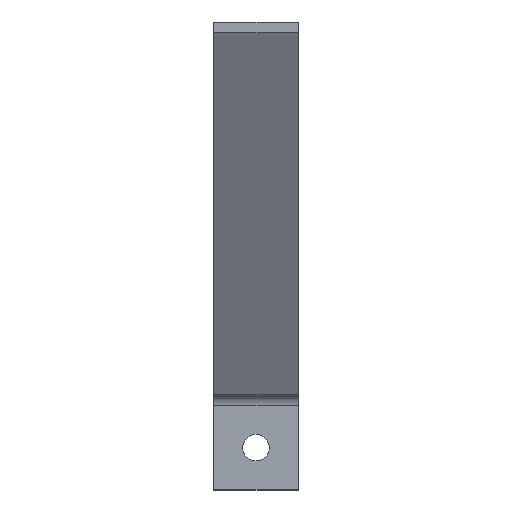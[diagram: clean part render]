
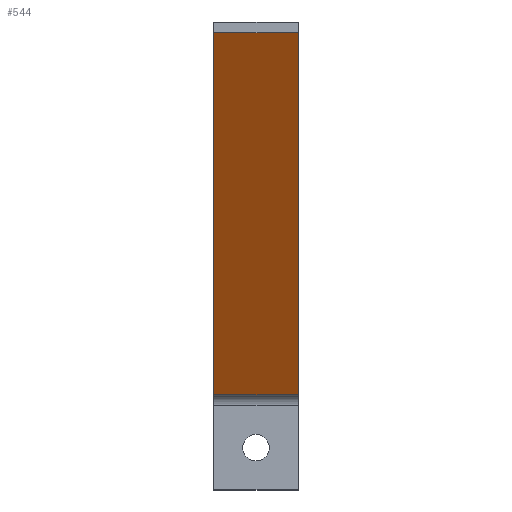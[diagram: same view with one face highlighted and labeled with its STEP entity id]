
A CAD part, front view. The second image highlights one B-rep face of the part: STEP entity #544.
In plain terms, the highlighted planar face has unit normal (0, -0.217, -0.976).
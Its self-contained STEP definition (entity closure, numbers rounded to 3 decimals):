
#50 = DIRECTION ( 'NONE',  ( -1., 0., 0. ) ) ;
#60 = CARTESIAN_POINT ( 'NONE',  ( -20., 41.084, -5.119 ) ) ;
#68 = DIRECTION ( 'NONE',  ( 0., 0.976, -0.217 ) ) ;
#102 = EDGE_CURVE ( 'NONE', #427, #745, #464, .T. ) ;
#164 = CARTESIAN_POINT ( 'NONE',  ( 20., 41.084, -5.119 ) ) ;
#182 = CARTESIAN_POINT ( 'NONE',  ( 20., 41.084, -5.119 ) ) ;
#244 = CARTESIAN_POINT ( 'NONE',  ( 20., 41.084, -5.119 ) ) ;
#246 = VECTOR ( 'NONE', #472, 1000. ) ;
#249 = FACE_OUTER_BOUND ( 'NONE', #581, .T. ) ;
#295 = PLANE ( 'NONE',  #390 ) ;
#324 = VECTOR ( 'NONE', #68, 1000. ) ;
#349 = LINE ( 'NONE', #421, #399 ) ;
#375 = CARTESIAN_POINT ( 'NONE',  ( 20., 811.084, -176.119 ) ) ;
#377 = EDGE_CURVE ( 'NONE', #742, #508, #419, .T. ) ;
#380 = LINE ( 'NONE', #375, #246 ) ;
#390 = AXIS2_PLACEMENT_3D ( 'NONE', #244, #545, #576 ) ;
#399 = VECTOR ( 'NONE', #50, 1000. ) ;
#419 = LINE ( 'NONE', #164, #324 ) ;
#421 = CARTESIAN_POINT ( 'NONE',  ( 20., 41.084, -5.119 ) ) ;
#424 = VECTOR ( 'NONE', #539, 1000. ) ;
#427 = VERTEX_POINT ( 'NONE', #60 ) ;
#464 = LINE ( 'NONE', #518, #424 ) ;
#472 = DIRECTION ( 'NONE',  ( -1., 0., 0. ) ) ;
#508 = VERTEX_POINT ( 'NONE', #661 ) ;
#518 = CARTESIAN_POINT ( 'NONE',  ( -20., 41.084, -5.119 ) ) ;
#539 = DIRECTION ( 'NONE',  ( 0., 0.976, -0.217 ) ) ;
#544 = ADVANCED_FACE ( 'NONE', ( #249 ), #295, .F. ) ;
#545 = DIRECTION ( 'NONE',  ( 0., 0.217, 0.976 ) ) ;
#547 = ORIENTED_EDGE ( 'NONE', *, *, #734, .F. ) ;
#549 = CARTESIAN_POINT ( 'NONE',  ( -20., 811.084, -176.119 ) ) ;
#569 = ORIENTED_EDGE ( 'NONE', *, *, #718, .T. ) ;
#576 = DIRECTION ( 'NONE',  ( 0., -0.976, 0.217 ) ) ;
#581 = EDGE_LOOP ( 'NONE', ( #684, #547, #615, #569 ) ) ;
#615 = ORIENTED_EDGE ( 'NONE', *, *, #377, .F. ) ;
#661 = CARTESIAN_POINT ( 'NONE',  ( 20., 811.084, -176.119 ) ) ;
#684 = ORIENTED_EDGE ( 'NONE', *, *, #102, .T. ) ;
#718 = EDGE_CURVE ( 'NONE', #742, #427, #349, .T. ) ;
#734 = EDGE_CURVE ( 'NONE', #508, #745, #380, .T. ) ;
#742 = VERTEX_POINT ( 'NONE', #182 ) ;
#745 = VERTEX_POINT ( 'NONE', #549 ) ;
